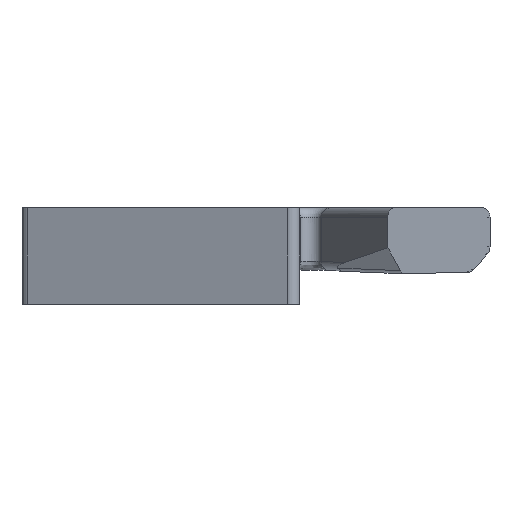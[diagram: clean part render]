
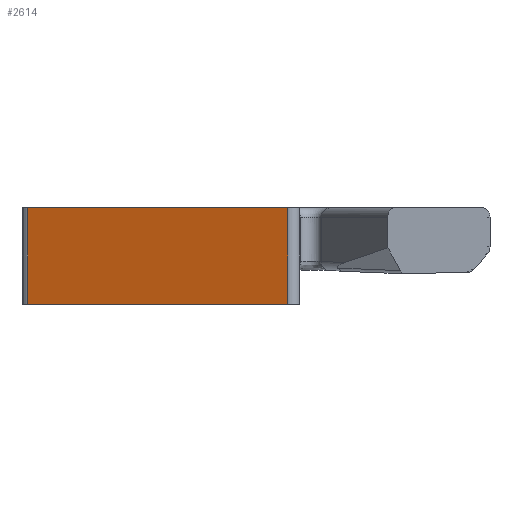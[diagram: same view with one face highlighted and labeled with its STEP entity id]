
A CAD part, left-side view. The second image highlights one B-rep face of the part: STEP entity #2614.
In plain terms, the highlighted planar face has unit normal (-0.938, 0.347, 0).
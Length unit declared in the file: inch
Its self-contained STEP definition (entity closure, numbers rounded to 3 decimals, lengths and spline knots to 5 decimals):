
#181=PLANE('',#2903);
#307=FACE_OUTER_BOUND('',#480,.T.);
#480=EDGE_LOOP('',(#2202,#2203,#2204,#2205));
#606=LINE('',#4633,#782);
#616=LINE('',#4665,#792);
#681=LINE('',#5045,#857);
#682=LINE('',#5047,#858);
#782=VECTOR('',#3275,0.3937);
#792=VECTOR('',#3301,0.3937);
#857=VECTOR('',#3548,0.3937);
#858=VECTOR('',#3551,0.3937);
#1137=VERTEX_POINT('',#4630);
#1138=VERTEX_POINT('',#4632);
#1151=VERTEX_POINT('',#4662);
#1152=VERTEX_POINT('',#4664);
#1438=EDGE_CURVE('',#1138,#1137,#606,.T.);
#1454=EDGE_CURVE('',#1151,#1152,#616,.T.);
#1580=EDGE_CURVE('',#1138,#1151,#681,.T.);
#1581=EDGE_CURVE('',#1152,#1137,#682,.T.);
#2202=ORIENTED_EDGE('',*,*,#1580,.F.);
#2203=ORIENTED_EDGE('',*,*,#1438,.T.);
#2204=ORIENTED_EDGE('',*,*,#1581,.F.);
#2205=ORIENTED_EDGE('',*,*,#1454,.F.);
#2614=ADVANCED_FACE('',(#307),#181,.T.);
#2903=AXIS2_PLACEMENT_3D('',#5046,#3549,#3550);
#3275=DIRECTION('',(-0.347,-0.938,0.));
#3301=DIRECTION('',(-0.347,-0.938,0.));
#3548=DIRECTION('',(0.,0.,1.));
#3549=DIRECTION('center_axis',(-0.938,0.347,0.));
#3550=DIRECTION('ref_axis',(-0.347,-0.938,0.));
#3551=DIRECTION('',(0.,0.,-1.));
#4630=CARTESIAN_POINT('',(-33.73605,9.52113,0.85));
#4632=CARTESIAN_POINT('',(-32.68681,12.35674,0.85));
#4633=CARTESIAN_POINT('',(-32.68681,12.35674,0.85));
#4662=CARTESIAN_POINT('',(-32.68681,12.35674,1.9));
#4664=CARTESIAN_POINT('',(-33.73605,9.52113,1.9));
#4665=CARTESIAN_POINT('',(-32.66208,12.42358,1.9));
#5045=CARTESIAN_POINT('',(-32.68681,12.35674,0.));
#5046=CARTESIAN_POINT('Origin',(-32.66208,12.42358,0.));
#5047=CARTESIAN_POINT('',(-33.73605,9.52113,0.));
